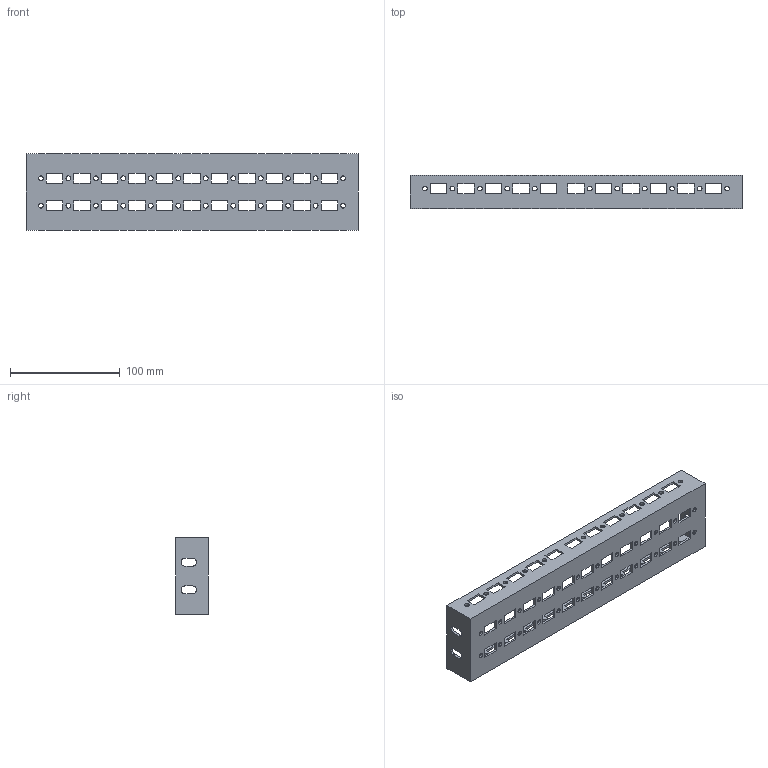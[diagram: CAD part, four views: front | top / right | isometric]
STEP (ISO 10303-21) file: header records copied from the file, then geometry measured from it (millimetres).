
FILE_DESCRIPTION (( 'STEP AP203' ), '1' );
FILE_NAME ('DCK407_Default.step', '2025-05-14T12:50:10', ( 'Windows User' ), ( 'AUTOMATION DIRECT' ), 'SwSTEP 2.0', 'SolidWorks 2024', '' );
FILE_SCHEMA (( 'CONFIG_CONTROL_DESIGN' ));
Length unit declared in the file: millimetre
Products named in the file (1): DCK407_Default
Bounding box: 302 x 30 x 70 mm (x, y, z)
Volume: 69611 mm3; surface area: 76839.3 mm2
Topology: 1 solids, 1 shells, 249 faces, 762 edges, 516 vertices
Faces by surface type: plane 195, cylinder 54
Full cylindrical faces by diameter (mm): 4.25 x46
Entity records: 8483 total; most frequent: CARTESIAN_POINT 1434, ORIENTED_EDGE 1384, DIRECTION 1300, EDGE_CURVE 692, LINE 584, VECTOR 584, VERTEX_POINT 492, EDGE_LOOP 484
